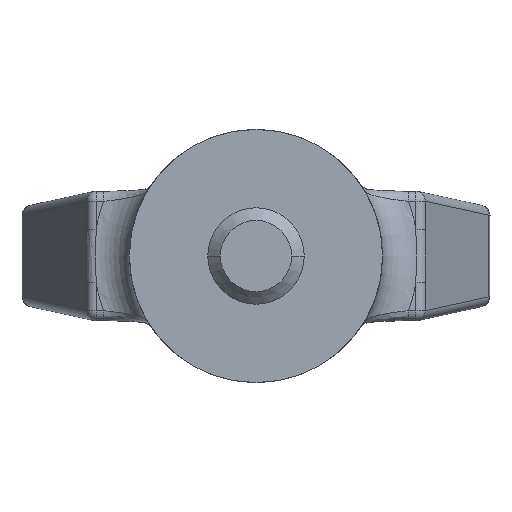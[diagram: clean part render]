
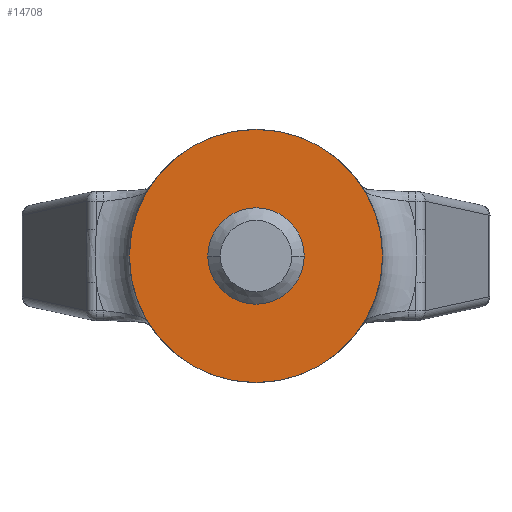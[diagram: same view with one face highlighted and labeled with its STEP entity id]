
A CAD part, front view. The second image highlights one B-rep face of the part: STEP entity #14708.
In plain terms, the highlighted planar face has unit normal (0, -1, 0).
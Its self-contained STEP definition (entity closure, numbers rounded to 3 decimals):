
#3774=CARTESIAN_POINT('',(0.,-22.,0.));
#3775=DIRECTION('',(0.,-1.,0.));
#3776=DIRECTION('',(-1.,0.,0.));
#3777=AXIS2_PLACEMENT_3D('',#3774,#3775,#3776);
#3779=CARTESIAN_POINT('',(0.,-22.,0.));
#3780=DIRECTION('',(0.,1.,0.));
#3781=DIRECTION('',(-1.,0.,0.));
#3782=AXIS2_PLACEMENT_3D('',#3779,#3780,#3781);
#7841=CARTESIAN_POINT('',(-12.5,-22.,0.));
#7842=CARTESIAN_POINT('',(12.5,-22.,0.));
#7843=VERTEX_POINT('',#7841);
#7844=VERTEX_POINT('',#7842);
#14699=CARTESIAN_POINT('',(0.,-22.,0.));
#14700=DIRECTION('',(0.,1.,0.));
#14701=DIRECTION('',(1.,0.,0.));
#14702=AXIS2_PLACEMENT_3D('',#14699,#14700,#14701);
#14703=PLANE('',#14702);
#14704=ORIENTED_EDGE('',*,*,#14056,.F.);
#14705=ORIENTED_EDGE('',*,*,#10214,.T.);
#14706=EDGE_LOOP('',(#14704,#14705));
#14707=FACE_OUTER_BOUND('',#14706,.F.);
#14708=ADVANCED_FACE('',(#14707),#14703,.F.);
#3778=CIRCLE('',#3777,12.5);
#3783=CIRCLE('',#3782,12.5);
#10214=EDGE_CURVE('',#7843,#7844,#3783,.T.);
#14056=EDGE_CURVE('',#7843,#7844,#3778,.T.);
